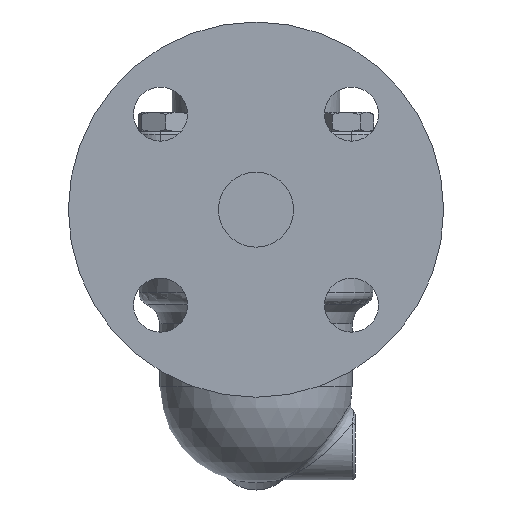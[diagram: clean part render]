
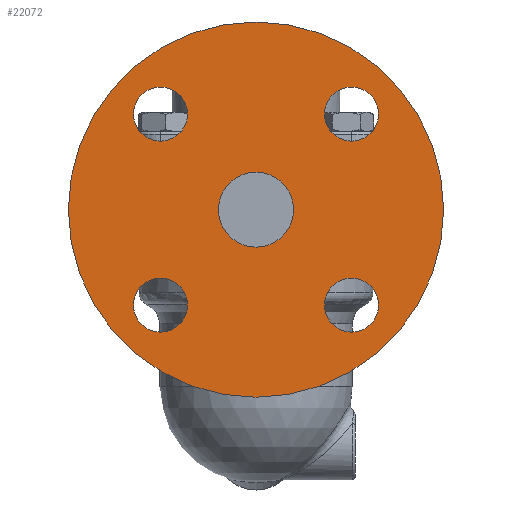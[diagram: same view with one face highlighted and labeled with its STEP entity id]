
A CAD part, left-side view. The second image highlights one B-rep face of the part: STEP entity #22072.
In plain terms, the highlighted planar face has unit normal (-1, 0, 0).
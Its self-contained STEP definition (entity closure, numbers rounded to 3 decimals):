
#22001=CARTESIAN_POINT('',(-105.0,0.0,-1.));
#22002=DIRECTION('',(1.0,0.0,0.0));
#22003=DIRECTION('',(0.0,0.0,-1.0));
#22004=AXIS2_PLACEMENT_3D('',#22001,#22002,#22003);
#22005=PLANE('',#22004);
#22006=CARTESIAN_POINT('',(-105.0,0.,61.5));
#22007=VERTEX_POINT('',#22006);
#22008=CARTESIAN_POINT('',(-105.0,0.0,-1.));
#22009=DIRECTION('',(1.0,0.0,0.0));
#22010=DIRECTION('',(0.0,0.0,-1.0));
#22011=AXIS2_PLACEMENT_3D('',#22008,#22009,#22010);
#22012=CIRCLE('',#22011,62.5);
#22013=EDGE_CURVE('',#22007,#22007,#22012,.T.);
#22014=ORIENTED_EDGE('',*,*,#22013,.F.);
#22015=EDGE_LOOP('',(#22014));
#22016=FACE_OUTER_BOUND('',#22015,.T.);
#22017=CARTESIAN_POINT('',(-105.0,31.82,39.82));
#22018=VERTEX_POINT('',#22017);
#22019=CARTESIAN_POINT('',(-105.0,31.82,30.82));
#22020=DIRECTION('',(1.0,0.0,0.0));
#22021=DIRECTION('',(0.0,0.0,1.0));
#22022=AXIS2_PLACEMENT_3D('',#22019,#22020,#22021);
#22023=CIRCLE('',#22022,9.0);
#22024=EDGE_CURVE('',#22018,#22018,#22023,.T.);
#22025=ORIENTED_EDGE('',*,*,#22024,.T.);
#22026=EDGE_LOOP('',(#22025));
#22027=FACE_BOUND('',#22026,.T.);
#22028=CARTESIAN_POINT('',(-105.0,-40.82,30.82));
#22029=VERTEX_POINT('',#22028);
#22030=CARTESIAN_POINT('',(-105.0,-31.82,30.82));
#22031=DIRECTION('',(1.0,0.0,0.0));
#22032=DIRECTION('',(0.0,-1.0,0.0));
#22033=AXIS2_PLACEMENT_3D('',#22030,#22031,#22032);
#22034=CIRCLE('',#22033,9.0);
#22035=EDGE_CURVE('',#22029,#22029,#22034,.T.);
#22036=ORIENTED_EDGE('',*,*,#22035,.T.);
#22037=EDGE_LOOP('',(#22036));
#22038=FACE_BOUND('',#22037,.T.);
#22039=CARTESIAN_POINT('',(-105.0,-31.82,-41.82));
#22040=VERTEX_POINT('',#22039);
#22041=CARTESIAN_POINT('',(-105.0,-31.82,-32.82));
#22042=DIRECTION('',(1.0,0.0,0.0));
#22043=DIRECTION('',(0.0,0.0,-1.0));
#22044=AXIS2_PLACEMENT_3D('',#22041,#22042,#22043);
#22045=CIRCLE('',#22044,9.0);
#22046=EDGE_CURVE('',#22040,#22040,#22045,.T.);
#22047=ORIENTED_EDGE('',*,*,#22046,.T.);
#22048=EDGE_LOOP('',(#22047));
#22049=FACE_BOUND('',#22048,.T.);
#22050=CARTESIAN_POINT('',(-105.0,40.82,-32.82));
#22051=VERTEX_POINT('',#22050);
#22052=CARTESIAN_POINT('',(-105.0,31.82,-32.82));
#22053=DIRECTION('',(1.0,0.0,0.0));
#22054=DIRECTION('',(0.0,1.0,0.0));
#22055=AXIS2_PLACEMENT_3D('',#22052,#22053,#22054);
#22056=CIRCLE('',#22055,9.0);
#22057=EDGE_CURVE('',#22051,#22051,#22056,.T.);
#22058=ORIENTED_EDGE('',*,*,#22057,.T.);
#22059=EDGE_LOOP('',(#22058));
#22060=FACE_BOUND('',#22059,.T.);
#22061=CARTESIAN_POINT('',(-105.0,0.,11.5));
#22062=VERTEX_POINT('',#22061);
#22063=CARTESIAN_POINT('',(-105.0,0.0,-1.));
#22064=DIRECTION('',(1.0,0.0,0.0));
#22065=DIRECTION('',(0.0,0.0,-1.0));
#22066=AXIS2_PLACEMENT_3D('',#22063,#22064,#22065);
#22067=CIRCLE('',#22066,12.5);
#22068=EDGE_CURVE('',#22062,#22062,#22067,.T.);
#22069=ORIENTED_EDGE('',*,*,#22068,.T.);
#22070=EDGE_LOOP('',(#22069));
#22071=FACE_BOUND('',#22070,.T.);
#22072=ADVANCED_FACE('',(#22016,#22027,#22038,#22049,#22060,#22071),#22005,.F.);
